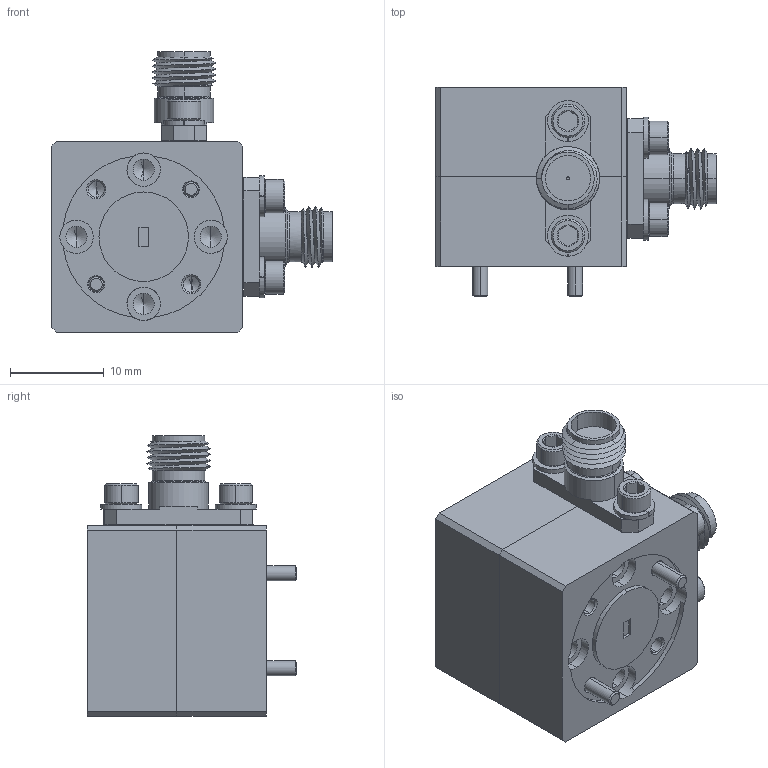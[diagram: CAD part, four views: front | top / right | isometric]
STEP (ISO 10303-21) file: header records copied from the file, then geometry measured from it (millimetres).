
FILE_DESCRIPTION (( 'STEP AP203' ), '1' );
FILE_NAME ('FS-NF-A-2-2.STEP', '2022-04-05T19:07:44', ( '' ), ( '' ), 'SwSTEP 2.0', 'SolidWorks 2021', '' );
FILE_SCHEMA (( 'CONFIG_CONTROL_DESIGN' ));
Products named in the file (1): FS-NF-A-2-2
Bounding box: 29.84 x 22.28 x 29.84 mm (x, y, z)
Volume: 8307.7 mm3; surface area: 7256.6 mm2
Topology: 23 solids, 23 shells, 1679 faces, 4417 edges, 2837 vertices
Faces by surface type: cylinder 693, plane 514, bspline 254, cone 214, torus 4
Entity records: 74603 total; most frequent: CARTESIAN_POINT 38086, ORIENTED_EDGE 8750, DIRECTION 6080, EDGE_CURVE 4375, VERTEX_POINT 2837, VECTOR 2164, LINE 2164, AXIS2_PLACEMENT_3D 1958
